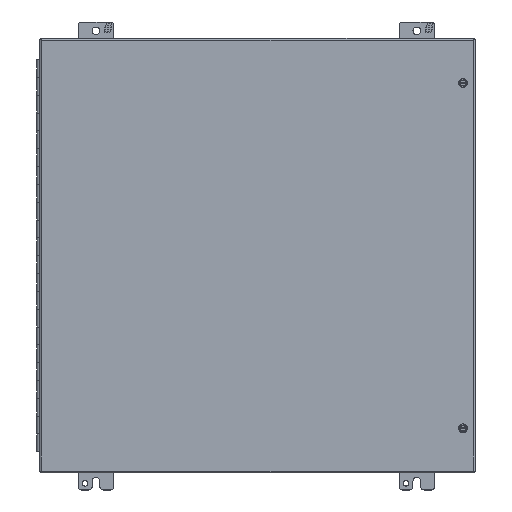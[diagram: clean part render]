
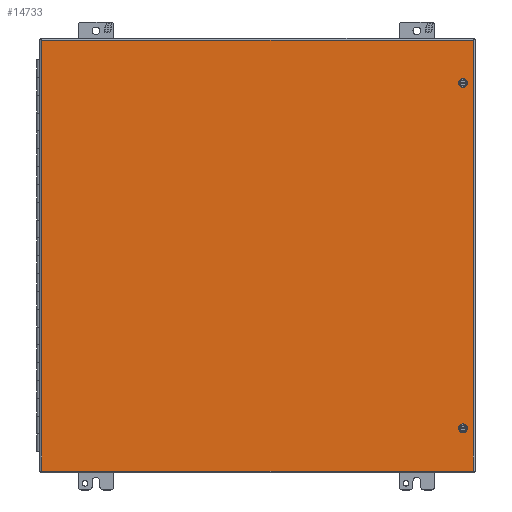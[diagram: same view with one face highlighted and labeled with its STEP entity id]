
A CAD part, top view. The second image highlights one B-rep face of the part: STEP entity #14733.
In plain terms, the highlighted planar face has unit normal (0, 0, 1).
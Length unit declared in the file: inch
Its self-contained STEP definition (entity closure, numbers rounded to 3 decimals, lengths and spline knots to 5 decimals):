
#44 = EDGE_CURVE ( 'NONE', #14752, #26218, #12782, .T. ) ;
#158 = CARTESIAN_POINT ( 'NONE',  ( 12.16998, 12.0795, 11.172 ) ) ;
#956 = DIRECTION ( 'NONE',  ( 0., 0., 1. ) ) ;
#1946 = EDGE_CURVE ( 'NONE', #9551, #25130, #7903, .T. ) ;
#2165 = ORIENTED_EDGE ( 'NONE', *, *, #44, .T. ) ;
#2575 = CARTESIAN_POINT ( 'NONE',  ( -12.05202, -12.0795, 11.172 ) ) ;
#2959 = ORIENTED_EDGE ( 'NONE', *, *, #10901, .T. ) ;
#3157 = DIRECTION ( 'NONE',  ( -1., 0., 0. ) ) ;
#3947 = ORIENTED_EDGE ( 'NONE', *, *, #7313, .T. ) ;
#4502 = EDGE_LOOP ( 'NONE', ( #3947, #5449 ) ) ;
#5449 = ORIENTED_EDGE ( 'NONE', *, *, #18537, .T. ) ;
#5646 = DIRECTION ( 'NONE',  ( 0., 0., -1. ) ) ;
#5659 = EDGE_LOOP ( 'NONE', ( #14496, #11747, #2959, #19694 ) ) ;
#6635 = LINE ( 'NONE', #24620, #25752 ) ;
#6766 = CIRCLE ( 'NONE', #12880, 0.133 ) ;
#7313 = EDGE_CURVE ( 'NONE', #15871, #27172, #17900, .T. ) ;
#7444 = EDGE_CURVE ( 'NONE', #21993, #23153, #6635, .T. ) ;
#7903 = LINE ( 'NONE', #22765, #28019 ) ;
#8090 = CARTESIAN_POINT ( 'NONE',  ( 12.16998, -12.0795, 11.172 ) ) ;
#8751 = FACE_BOUND ( 'NONE', #4502, .T. ) ;
#9247 = DIRECTION ( 'NONE',  ( 1., 0., 0. ) ) ;
#9329 = ORIENTED_EDGE ( 'NONE', *, *, #17733, .T. ) ;
#9346 = DIRECTION ( 'NONE',  ( 0., -1., 0. ) ) ;
#9544 = CARTESIAN_POINT ( 'NONE',  ( 11.58998, 9.5535, 11.172 ) ) ;
#9551 = VERTEX_POINT ( 'NONE', #158 ) ;
#9926 = CARTESIAN_POINT ( 'NONE',  ( 11.58998, 9.6865, 11.172 ) ) ;
#10901 = EDGE_CURVE ( 'NONE', #25130, #21993, #21242, .T. ) ;
#11053 = DIRECTION ( 'NONE',  ( 0., -1., 0. ) ) ;
#11747 = ORIENTED_EDGE ( 'NONE', *, *, #1946, .T. ) ;
#11807 = DIRECTION ( 'NONE',  ( 0., -1., 0. ) ) ;
#12776 = DIRECTION ( 'NONE',  ( 0., 1., 0. ) ) ;
#12782 = CIRCLE ( 'NONE', #18794, 0.133 ) ;
#12880 = AXIS2_PLACEMENT_3D ( 'NONE', #26438, #17394, #21700 ) ;
#13624 = CIRCLE ( 'NONE', #17931, 0.133 ) ;
#14036 = AXIS2_PLACEMENT_3D ( 'NONE', #18311, #5646, #11053 ) ;
#14200 = LINE ( 'NONE', #8090, #17893 ) ;
#14325 = DIRECTION ( 'NONE',  ( 0., -1., 0. ) ) ;
#14496 = ORIENTED_EDGE ( 'NONE', *, *, #25701, .T. ) ;
#14733 = ADVANCED_FACE ( 'NONE', ( #17279, #22407, #8751 ), #22419, .T. ) ;
#14752 = VERTEX_POINT ( 'NONE', #9544 ) ;
#14802 = CARTESIAN_POINT ( 'NONE',  ( -12.05202, 12.0795, 11.172 ) ) ;
#15871 = VERTEX_POINT ( 'NONE', #22629 ) ;
#16079 = CARTESIAN_POINT ( 'NONE',  ( -12.05202, -12.0795, 11.172 ) ) ;
#16793 = CARTESIAN_POINT ( 'NONE',  ( 12.16998, -12.0795, 11.172 ) ) ;
#17279 = FACE_OUTER_BOUND ( 'NONE', #5659, .T. ) ;
#17394 = DIRECTION ( 'NONE',  ( 0., 0., -1. ) ) ;
#17733 = EDGE_CURVE ( 'NONE', #26218, #14752, #13624, .T. ) ;
#17893 = VECTOR ( 'NONE', #12776, 39.37008 ) ;
#17900 = CIRCLE ( 'NONE', #14036, 0.133 ) ;
#17931 = AXIS2_PLACEMENT_3D ( 'NONE', #9926, #25185, #14325 ) ;
#18104 = CARTESIAN_POINT ( 'NONE',  ( -12.05202, -12.0795, 11.172 ) ) ;
#18311 = CARTESIAN_POINT ( 'NONE',  ( 11.58998, -9.6865, 11.172 ) ) ;
#18537 = EDGE_CURVE ( 'NONE', #27172, #15871, #6766, .T. ) ;
#18794 = AXIS2_PLACEMENT_3D ( 'NONE', #21142, #21057, #23258 ) ;
#19055 = CARTESIAN_POINT ( 'NONE',  ( 11.58998, 9.8195, 11.172 ) ) ;
#19193 = EDGE_LOOP ( 'NONE', ( #2165, #9329 ) ) ;
#19694 = ORIENTED_EDGE ( 'NONE', *, *, #7444, .T. ) ;
#21030 = AXIS2_PLACEMENT_3D ( 'NONE', #18104, #956, #9346 ) ;
#21057 = DIRECTION ( 'NONE',  ( 0., 0., -1. ) ) ;
#21142 = CARTESIAN_POINT ( 'NONE',  ( 11.58998, 9.6865, 11.172 ) ) ;
#21242 = LINE ( 'NONE', #16079, #21578 ) ;
#21578 = VECTOR ( 'NONE', #11807, 39.37008 ) ;
#21700 = DIRECTION ( 'NONE',  ( 0., -1., 0. ) ) ;
#21993 = VERTEX_POINT ( 'NONE', #2575 ) ;
#22407 = FACE_BOUND ( 'NONE', #19193, .T. ) ;
#22419 = PLANE ( 'NONE',  #21030 ) ;
#22629 = CARTESIAN_POINT ( 'NONE',  ( 11.58998, -9.8195, 11.172 ) ) ;
#22765 = CARTESIAN_POINT ( 'NONE',  ( -12.05202, 12.0795, 11.172 ) ) ;
#23153 = VERTEX_POINT ( 'NONE', #16793 ) ;
#23258 = DIRECTION ( 'NONE',  ( 0., -1., 0. ) ) ;
#24620 = CARTESIAN_POINT ( 'NONE',  ( -12.05202, -12.0795, 11.172 ) ) ;
#25130 = VERTEX_POINT ( 'NONE', #14802 ) ;
#25185 = DIRECTION ( 'NONE',  ( 0., 0., -1. ) ) ;
#25701 = EDGE_CURVE ( 'NONE', #23153, #9551, #14200, .T. ) ;
#25752 = VECTOR ( 'NONE', #9247, 39.37008 ) ;
#26218 = VERTEX_POINT ( 'NONE', #19055 ) ;
#26438 = CARTESIAN_POINT ( 'NONE',  ( 11.58998, -9.6865, 11.172 ) ) ;
#26922 = CARTESIAN_POINT ( 'NONE',  ( 11.58998, -9.5535, 11.172 ) ) ;
#27172 = VERTEX_POINT ( 'NONE', #26922 ) ;
#28019 = VECTOR ( 'NONE', #3157, 39.37008 ) ;
